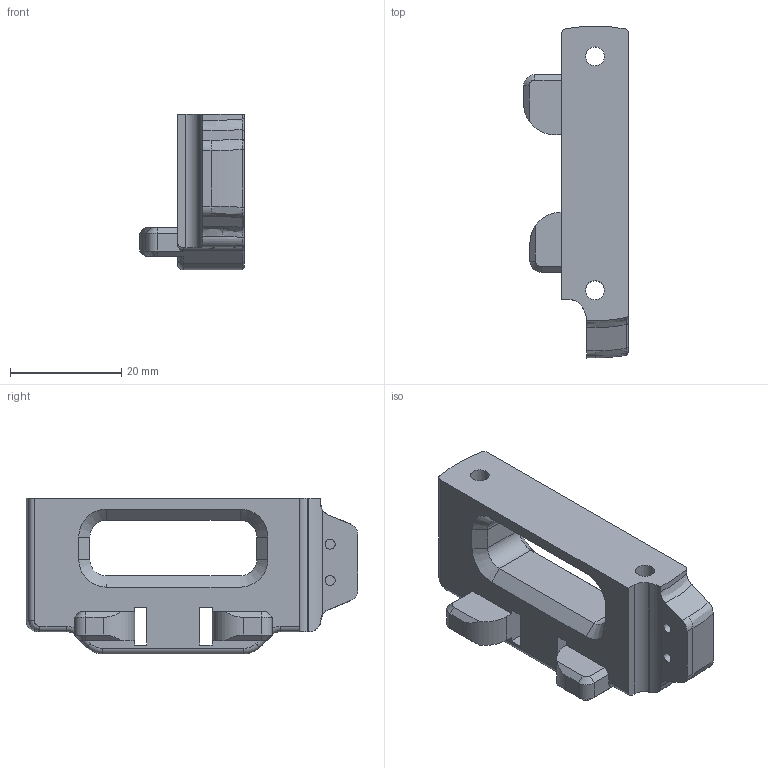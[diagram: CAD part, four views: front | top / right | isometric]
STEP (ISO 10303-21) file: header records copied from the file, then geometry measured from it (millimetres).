
FILE_DESCRIPTION(/* description */ (''),/* implementation_level */ '2;1');
FILE_NAME(/* name */ 'Floor Endstop Mount.stp',/* time_stamp */ '2024-08-23T18:30:02-06:00',/* author */ ('PC'),/* organization */ (''),/* preprocessor_version */ 'ST-DEVELOPER v20',/* originating_system */ 'Autodesk Inventor 2025',/* authorisation */ '');
FILE_SCHEMA (('AUTOMOTIVE_DESIGN { 1 0 10303 214 3 1 1 }'));
Length unit declared in the file: millimetre
Products named in the file (1): Pieza80
Bounding box: 18.84 x 59.61 x 28 mm (x, y, z)
Volume: 12796 mm3; surface area: 6316.3 mm2
Topology: 1 solids, 1 shells, 146 faces, 375 edges, 232 vertices
Faces by surface type: plane 66, cylinder 36, bspline 22, cone 16, torus 6
Full cylindrical faces by diameter (mm): 1.8 x2, 3.4 x2, 4.7 x3
Entity records: 5045 total; most frequent: CARTESIAN_POINT 1468, ORIENTED_EDGE 750, DIRECTION 711, EDGE_CURVE 375, AXIS2_PLACEMENT_3D 239, LINE 233, VECTOR 233, VERTEX_POINT 232
